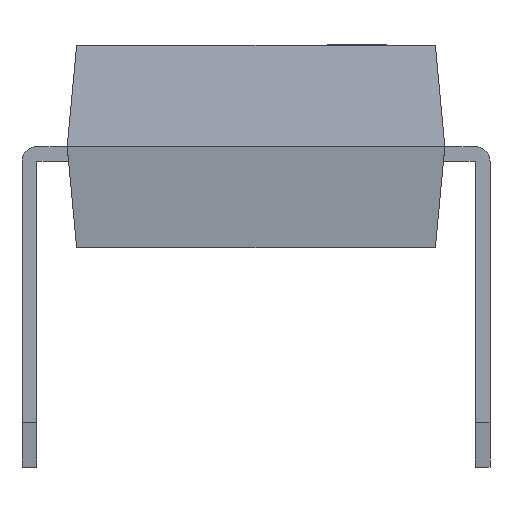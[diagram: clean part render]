
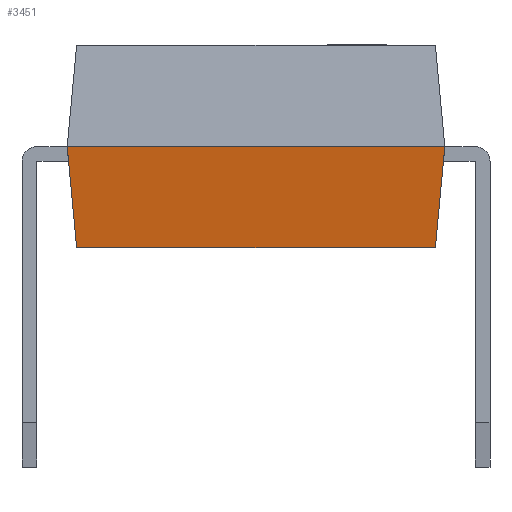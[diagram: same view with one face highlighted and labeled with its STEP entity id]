
A CAD part, front view. The second image highlights one B-rep face of the part: STEP entity #3451.
In plain terms, the highlighted free-form (B-spline) face has degree [1, 1] with [2, 2] control points.
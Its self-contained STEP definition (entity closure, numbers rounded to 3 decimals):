
#848 = VERTEX_POINT('',#849);
#849 = CARTESIAN_POINT('',(3.175,-4.795,2.21));
#870 = EDGE_CURVE('',#871,#848,#873,.T.);
#871 = VERTEX_POINT('',#872);
#872 = CARTESIAN_POINT('',(-3.175,-4.795,2.21));
#873 = LINE('',#874,#875);
#874 = CARTESIAN_POINT('',(-3.175,-4.795,2.21));
#875 = VECTOR('',#876,1.);
#876 = DIRECTION('',(1.,0.,0.));
#3198 = EDGE_CURVE('',#848,#3199,#3201,.T.);
#3199 = VERTEX_POINT('',#3200);
#3200 = CARTESIAN_POINT('',(3.016,-4.555,0.51));
#3201 = B_SPLINE_CURVE_WITH_KNOTS('',1,(#3202,#3203),.UNSPECIFIED.,.F.,
  .F.,(2,2),(0.,1.),.PIECEWISE_BEZIER_KNOTS.);
#3202 = CARTESIAN_POINT('',(3.175,-4.795,2.21));
#3203 = CARTESIAN_POINT('',(3.016,-4.555,0.51));
#3451 = ADVANCED_FACE('',(#3452),#3469,.F.);
#3452 = FACE_BOUND('',#3453,.F.);
#3453 = EDGE_LOOP('',(#3454,#3455,#3456,#3464));
#3454 = ORIENTED_EDGE('',*,*,#870,.T.);
#3455 = ORIENTED_EDGE('',*,*,#3198,.T.);
#3456 = ORIENTED_EDGE('',*,*,#3457,.F.);
#3457 = EDGE_CURVE('',#3458,#3199,#3460,.T.);
#3458 = VERTEX_POINT('',#3459);
#3459 = CARTESIAN_POINT('',(-3.016,-4.555,0.51));
#3460 = LINE('',#3461,#3462);
#3461 = CARTESIAN_POINT('',(-3.016,-4.555,0.51));
#3462 = VECTOR('',#3463,1.);
#3463 = DIRECTION('',(1.,0.,0.));
#3464 = ORIENTED_EDGE('',*,*,#3465,.F.);
#3465 = EDGE_CURVE('',#871,#3458,#3466,.T.);
#3466 = B_SPLINE_CURVE_WITH_KNOTS('',1,(#3467,#3468),.UNSPECIFIED.,.F.,
  .F.,(2,2),(0.,1.),.PIECEWISE_BEZIER_KNOTS.);
#3467 = CARTESIAN_POINT('',(-3.175,-4.795,2.21));
#3468 = CARTESIAN_POINT('',(-3.016,-4.555,0.51));
#3469 = B_SPLINE_SURFACE_WITH_KNOTS('',1,1,(
    (#3470,#3471)
    ,(#3472,#3473
    )),.UNSPECIFIED.,.F.,.F.,.F.,(2,2),(2,2),(0.,6.35),(0.,1.),
  .PIECEWISE_BEZIER_KNOTS.);
#3470 = CARTESIAN_POINT('',(-3.175,-4.795,2.21));
#3471 = CARTESIAN_POINT('',(-3.016,-4.555,0.51));
#3472 = CARTESIAN_POINT('',(3.175,-4.795,2.21));
#3473 = CARTESIAN_POINT('',(3.016,-4.555,0.51));
